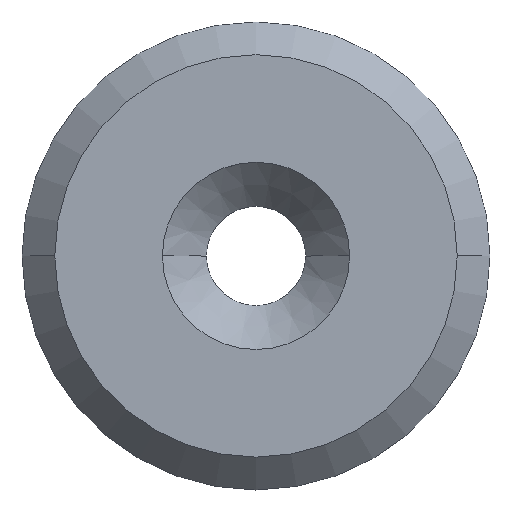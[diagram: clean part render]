
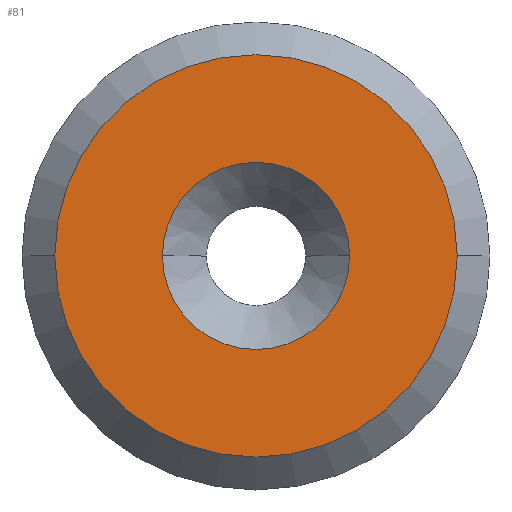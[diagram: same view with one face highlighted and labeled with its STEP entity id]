
A CAD part, top view. The second image highlights one B-rep face of the part: STEP entity #81.
In plain terms, the highlighted planar face has unit normal (0, 0, 1).
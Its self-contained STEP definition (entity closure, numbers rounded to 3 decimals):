
#77=EDGE_CURVE('',#145,#141,#195,.T.);
#81=ADVANCED_FACE('',(#199,#200),#201,.T.);
#83=VERTEX_POINT('',#203);
#89=VERTEX_POINT('',#210);
#97=EDGE_CURVE('',#83,#89,#219,.T.);
#141=VERTEX_POINT('',#266);
#145=VERTEX_POINT('',#270);
#147=EDGE_CURVE('',#141,#145,#272,.T.);
#165=EDGE_CURVE('',#89,#83,#295,.T.);
#195=CIRCLE('',#319,5.0);
#199=FACE_BOUND('',#325,.T.);
#200=FACE_OUTER_BOUND('',#326,.T.);
#201=PLANE('',#327);
#203=CARTESIAN_POINT('',(10.75,0.,3.5));
#210=CARTESIAN_POINT('',(-10.75,0.,3.5));
#219=CIRCLE('',#349,10.75);
#266=CARTESIAN_POINT('',(5.,0.,3.5));
#270=CARTESIAN_POINT('',(-5.,0.,3.5));
#272=CIRCLE('',#416,5.0);
#295=CIRCLE('',#447,10.75);
#319=AXIS2_PLACEMENT_3D('',#467,#468,#469);
#325=EDGE_LOOP('',(#472,#473));
#326=EDGE_LOOP('',(#474,#475));
#327=AXIS2_PLACEMENT_3D('',#476,#477,#478);
#349=AXIS2_PLACEMENT_3D('',#504,#505,#506);
#416=AXIS2_PLACEMENT_3D('',#550,#551,#552);
#447=AXIS2_PLACEMENT_3D('',#591,#592,#593);
#467=CARTESIAN_POINT('',(0.,0.,3.5));
#468=DIRECTION('',(0.,0.,1.0));
#469=DIRECTION('',(-1.0,0.,0.));
#472=ORIENTED_EDGE('',*,*,#77,.F.);
#473=ORIENTED_EDGE('',*,*,#147,.F.);
#474=ORIENTED_EDGE('',*,*,#165,.T.);
#475=ORIENTED_EDGE('',*,*,#97,.T.);
#476=CARTESIAN_POINT('',(-7.875,0.,3.5));
#477=DIRECTION('',(0.,0.,1.0));
#478=DIRECTION('',(-1.0,0.,0.0));
#504=CARTESIAN_POINT('',(0.,0.,3.5));
#505=DIRECTION('',(0.,0.,1.0));
#506=DIRECTION('',(-1.0,0.,0.));
#550=CARTESIAN_POINT('',(0.,0.,3.5));
#551=DIRECTION('',(0.,0.,1.0));
#552=DIRECTION('',(-1.0,0.,0.));
#591=CARTESIAN_POINT('',(0.,0.,3.5));
#592=DIRECTION('',(0.,0.,1.0));
#593=DIRECTION('',(-1.0,0.,0.));
